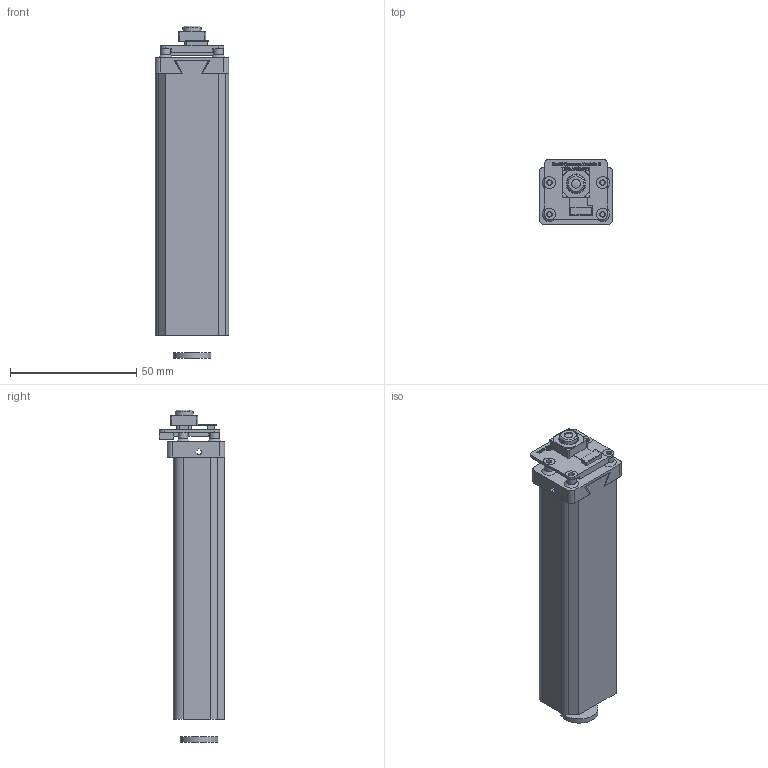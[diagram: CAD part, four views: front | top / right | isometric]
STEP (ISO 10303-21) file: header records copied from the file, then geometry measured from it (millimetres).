
FILE_DESCRIPTION(/* description */ (''),/* implementation_level */ '2;1');
FILE_NAME(/* name */ 'simple rigid version.step',/* time_stamp */ '2025-12-17T21:44:38-05:00',/* author */ (''),/* organization */ (''),/* preprocessor_version */ 'ST-DEVELOPER v20.1',/* originating_system */ 'Autodesk Translation Framework v14.21.0.0',/* authorisation */ '');
FILE_SCHEMA (('AUTOMOTIVE_DESIGN { 1 0 10303 214 3 1 1 }'));
Length unit declared in the file: millimetre
Products named in the file (2): Configuration 1; Pi Camera Module v3 Wide angle
Assembly tree (1 placements, depth 2):
  Configuration 1
    Pi Camera Module v3 Wide angle
Bounding box: 29.07 x 25.9 x 131.42 mm (x, y, z)
Volume: 64784.5 mm3; surface area: 16774.7 mm2
Topology: 4 solids, 4 shells, 663 faces, 1730 edges, 1127 vertices
Faces by surface type: plane 341, bspline 219, cylinder 84, sphere 9, cone 6, torus 4
Full cylindrical faces by diameter (mm): 1.9 x4, 2.2 x4, 3.5 x1, 3.75 x4, 5.1 x1, 7.15 x1, 7.5 x1, 7.8 x1, 15 x1
Entity records: 30709 total; most frequent: CARTESIAN_POINT 15711, ORIENTED_EDGE 3446, DIRECTION 2358, EDGE_CURVE 1723, VERTEX_POINT 1127, LINE 1106, VECTOR 1106, EDGE_LOOP 749
